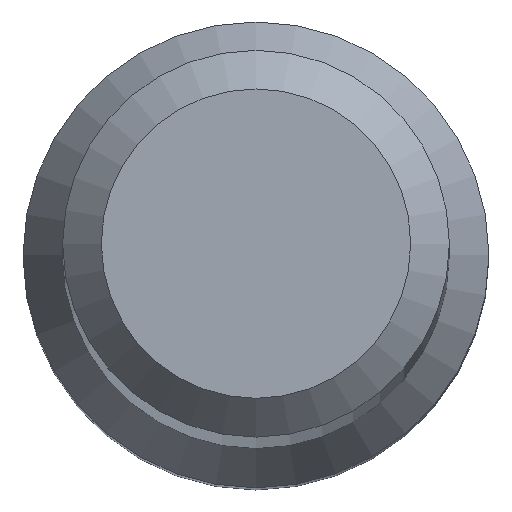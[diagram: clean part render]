
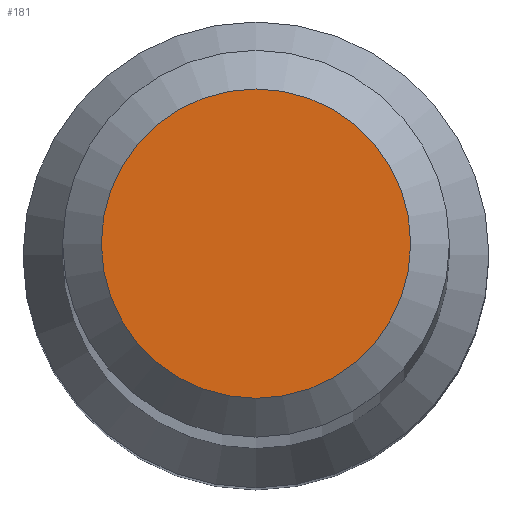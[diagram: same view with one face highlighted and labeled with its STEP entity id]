
A CAD part, top view. The second image highlights one B-rep face of the part: STEP entity #181.
In plain terms, the highlighted planar face has unit normal (0, 0, 1).
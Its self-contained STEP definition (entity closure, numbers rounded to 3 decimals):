
#8 = AXIS2_PLACEMENT_3D ( 'NONE', #237, #158, #56 ) ;
#49 = CARTESIAN_POINT ( 'NONE',  ( 0., 0., 80. ) ) ;
#56 = DIRECTION ( 'NONE',  ( 0., -1., 0. ) ) ;
#58 = ORIENTED_EDGE ( 'NONE', *, *, #95, .F. ) ;
#90 = DIRECTION ( 'NONE',  ( 0., 0., -1. ) ) ;
#95 = EDGE_CURVE ( 'NONE', #173, #173, #155, .T. ) ;
#111 = DIRECTION ( 'NONE',  ( 0., 1., 0. ) ) ;
#131 = FACE_OUTER_BOUND ( 'NONE', #135, .T. ) ;
#135 = EDGE_LOOP ( 'NONE', ( #58 ) ) ;
#149 = CARTESIAN_POINT ( 'NONE',  ( 0., 1.6, 80. ) ) ;
#155 = CIRCLE ( 'NONE', #177, 1.6 ) ;
#158 = DIRECTION ( 'NONE',  ( 0., 0., 1. ) ) ;
#173 = VERTEX_POINT ( 'NONE', #149 ) ;
#177 = AXIS2_PLACEMENT_3D ( 'NONE', #49, #90, #111 ) ;
#179 = PLANE ( 'NONE',  #8 ) ;
#181 = ADVANCED_FACE ( 'NONE', ( #131 ), #179, .T. ) ;
#237 = CARTESIAN_POINT ( 'NONE',  ( 0., 0., 80. ) ) ;
